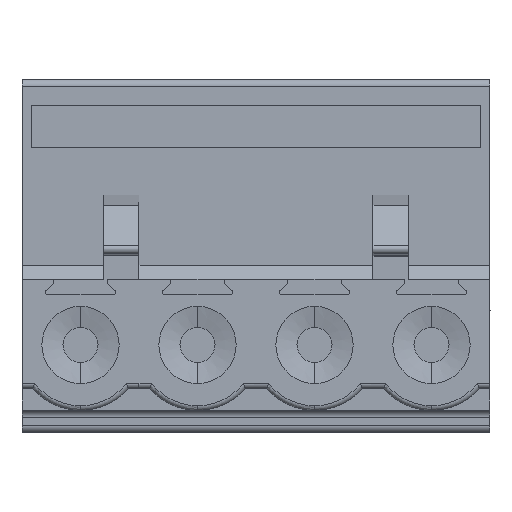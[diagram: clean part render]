
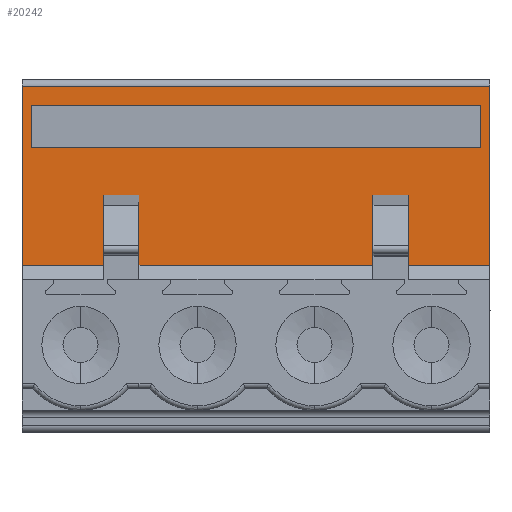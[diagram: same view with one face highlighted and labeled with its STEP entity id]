
A CAD part, front view. The second image highlights one B-rep face of the part: STEP entity #20242.
In plain terms, the highlighted planar face has unit normal (0, -1, 0).
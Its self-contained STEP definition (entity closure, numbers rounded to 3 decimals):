
#509 = VERTEX_POINT ( 'NONE', #19133 ) ;
#524 = CARTESIAN_POINT ( 'NONE',  ( 5., 8.8, 10.15 ) ) ;
#819 = DIRECTION ( 'NONE',  ( -1., 0., 0. ) ) ;
#1130 = CARTESIAN_POINT ( 'NONE',  ( 0., 8.8, 14.8 ) ) ;
#1503 = ORIENTED_EDGE ( 'NONE', *, *, #10139, .T. ) ;
#1532 = VERTEX_POINT ( 'NONE', #24256 ) ;
#2018 = EDGE_CURVE ( 'NONE', #18687, #5427, #25315, .T. ) ;
#2154 = CARTESIAN_POINT ( 'NONE',  ( 15., 8.8, 10.15 ) ) ;
#2456 = ORIENTED_EDGE ( 'NONE', *, *, #2018, .F. ) ;
#2462 = FACE_OUTER_BOUND ( 'NONE', #9834, .T. ) ;
#2595 = DIRECTION ( 'NONE',  ( 0., 0., -1. ) ) ;
#2623 = DIRECTION ( 'NONE',  ( 0., 0., -1. ) ) ;
#2976 = VERTEX_POINT ( 'NONE', #23077 ) ;
#3199 = DIRECTION ( 'NONE',  ( 0., 0., -1. ) ) ;
#3248 = DIRECTION ( 'NONE',  ( 0., 0., -1. ) ) ;
#3445 = VERTEX_POINT ( 'NONE', #27612 ) ;
#3602 = VERTEX_POINT ( 'NONE', #28876 ) ;
#4153 = ORIENTED_EDGE ( 'NONE', *, *, #11870, .T. ) ;
#4482 = VECTOR ( 'NONE', #11274, 1000. ) ;
#4549 = VERTEX_POINT ( 'NONE', #5420 ) ;
#4565 = CARTESIAN_POINT ( 'NONE',  ( 3.5, 8.8, 10.15 ) ) ;
#4829 = VERTEX_POINT ( 'NONE', #17706 ) ;
#5301 = CARTESIAN_POINT ( 'NONE',  ( 20., 8.8, 14.8 ) ) ;
#5420 = CARTESIAN_POINT ( 'NONE',  ( 19.6, 8.8, 14. ) ) ;
#5427 = VERTEX_POINT ( 'NONE', #15276 ) ;
#5547 = CARTESIAN_POINT ( 'NONE',  ( 20., 8.8, 7.15 ) ) ;
#5565 = LINE ( 'NONE', #1130, #24598 ) ;
#5596 = VECTOR ( 'NONE', #6191, 1000. ) ;
#6191 = DIRECTION ( 'NONE',  ( 0., 0., -1. ) ) ;
#6210 = ORIENTED_EDGE ( 'NONE', *, *, #7999, .F. ) ;
#6534 = CARTESIAN_POINT ( 'NONE',  ( 20., 8.8, 14.8 ) ) ;
#7167 = DIRECTION ( 'NONE',  ( -1., 0., 0. ) ) ;
#7350 = ORIENTED_EDGE ( 'NONE', *, *, #28312, .F. ) ;
#7782 = LINE ( 'NONE', #10154, #10988 ) ;
#7985 = CARTESIAN_POINT ( 'NONE',  ( 5., 8.8, 10.15 ) ) ;
#7999 = EDGE_CURVE ( 'NONE', #25780, #2976, #23684, .T. ) ;
#8424 = ORIENTED_EDGE ( 'NONE', *, *, #25283, .F. ) ;
#9332 = EDGE_CURVE ( 'NONE', #18687, #3602, #11121, .T. ) ;
#9395 = LINE ( 'NONE', #26343, #22957 ) ;
#9568 = ORIENTED_EDGE ( 'NONE', *, *, #11869, .F. ) ;
#9592 = VECTOR ( 'NONE', #18813, 1000. ) ;
#9657 = ORIENTED_EDGE ( 'NONE', *, *, #11113, .F. ) ;
#9834 = EDGE_LOOP ( 'NONE', ( #9568, #2456, #20053, #22977, #28648, #24084, #4153, #29790, #25890, #7350, #9657, #23297 ) ) ;
#10077 = EDGE_CURVE ( 'NONE', #4829, #28646, #26292, .T. ) ;
#10139 = EDGE_CURVE ( 'NONE', #10151, #2976, #21853, .T. ) ;
#10151 = VERTEX_POINT ( 'NONE', #19913 ) ;
#10154 = CARTESIAN_POINT ( 'NONE',  ( 19.6, 8.8, 14. ) ) ;
#10212 = AXIS2_PLACEMENT_3D ( 'NONE', #19822, #24116, #2623 ) ;
#10225 = CARTESIAN_POINT ( 'NONE',  ( 20., 8.8, 7.15 ) ) ;
#10355 = LINE ( 'NONE', #7985, #15511 ) ;
#10706 = DIRECTION ( 'NONE',  ( -1., 0., 0. ) ) ;
#10891 = EDGE_CURVE ( 'NONE', #19201, #16223, #11140, .T. ) ;
#10988 = VECTOR ( 'NONE', #2595, 1000. ) ;
#10990 = VECTOR ( 'NONE', #3199, 1000. ) ;
#11113 = EDGE_CURVE ( 'NONE', #509, #21550, #29634, .T. ) ;
#11121 = LINE ( 'NONE', #28368, #4482 ) ;
#11140 = LINE ( 'NONE', #6534, #21770 ) ;
#11274 = DIRECTION ( 'NONE',  ( 1., 0., 0. ) ) ;
#11657 = VECTOR ( 'NONE', #10706, 1000. ) ;
#11869 = EDGE_CURVE ( 'NONE', #5427, #1532, #9395, .T. ) ;
#11870 = EDGE_CURVE ( 'NONE', #16223, #19864, #21439, .T. ) ;
#12333 = CARTESIAN_POINT ( 'NONE',  ( 21.97, 8.8, 12.2 ) ) ;
#12522 = DIRECTION ( 'NONE',  ( 0., 0., 1. ) ) ;
#12615 = CARTESIAN_POINT ( 'NONE',  ( 21.97, 8.8, 14. ) ) ;
#13866 = CARTESIAN_POINT ( 'NONE',  ( 0., 8.8, 14.8 ) ) ;
#14435 = CARTESIAN_POINT ( 'NONE',  ( 20., 8.8, 14.8 ) ) ;
#14723 = EDGE_CURVE ( 'NONE', #509, #1532, #10355, .T. ) ;
#14754 = CARTESIAN_POINT ( 'NONE',  ( 3.5, 8.8, 10.15 ) ) ;
#14961 = ORIENTED_EDGE ( 'NONE', *, *, #29394, .T. ) ;
#15078 = PLANE ( 'NONE',  #10212 ) ;
#15191 = DIRECTION ( 'NONE',  ( -1., 0., 0. ) ) ;
#15276 = CARTESIAN_POINT ( 'NONE',  ( 15., 8.8, 7.15 ) ) ;
#15511 = VECTOR ( 'NONE', #3248, 1000. ) ;
#15528 = LINE ( 'NONE', #30284, #5596 ) ;
#16223 = VERTEX_POINT ( 'NONE', #5301 ) ;
#16737 = EDGE_CURVE ( 'NONE', #19201, #3445, #27235, .T. ) ;
#16829 = DIRECTION ( 'NONE',  ( -1., 0., 0. ) ) ;
#17428 = FACE_BOUND ( 'NONE', #24708, .T. ) ;
#17706 = CARTESIAN_POINT ( 'NONE',  ( 3.5, 8.8, 7.15 ) ) ;
#17869 = VECTOR ( 'NONE', #16829, 1000. ) ;
#18240 = DIRECTION ( 'NONE',  ( 0., 0., 1. ) ) ;
#18283 = DIRECTION ( 'NONE',  ( 0., 0., -1. ) ) ;
#18687 = VERTEX_POINT ( 'NONE', #2154 ) ;
#18813 = DIRECTION ( 'NONE',  ( -1., 0., 0. ) ) ;
#19107 = CARTESIAN_POINT ( 'NONE',  ( 0., 8.8, 7.15 ) ) ;
#19133 = CARTESIAN_POINT ( 'NONE',  ( 5., 8.8, 10.15 ) ) ;
#19201 = VERTEX_POINT ( 'NONE', #10225 ) ;
#19678 = VECTOR ( 'NONE', #15191, 1000. ) ;
#19762 = DIRECTION ( 'NONE',  ( -1., 0., 0. ) ) ;
#19822 = CARTESIAN_POINT ( 'NONE',  ( 20., 8.8, 14.8 ) ) ;
#19864 = VERTEX_POINT ( 'NONE', #13866 ) ;
#19913 = CARTESIAN_POINT ( 'NONE',  ( 19.6, 8.8, 12.2 ) ) ;
#20053 = ORIENTED_EDGE ( 'NONE', *, *, #9332, .T. ) ;
#20242 = ADVANCED_FACE ( 'NONE', ( #17428, #2462 ), #15078, .T. ) ;
#20355 = LINE ( 'NONE', #12615, #11657 ) ;
#20381 = VECTOR ( 'NONE', #22924, 1000. ) ;
#21235 = VECTOR ( 'NONE', #19762, 1000. ) ;
#21439 = LINE ( 'NONE', #14435, #17869 ) ;
#21550 = VERTEX_POINT ( 'NONE', #4565 ) ;
#21770 = VECTOR ( 'NONE', #18240, 1000. ) ;
#21853 = LINE ( 'NONE', #12333, #21235 ) ;
#22924 = DIRECTION ( 'NONE',  ( 0., 0., -1. ) ) ;
#22957 = VECTOR ( 'NONE', #7167, 1000. ) ;
#22977 = ORIENTED_EDGE ( 'NONE', *, *, #25947, .T. ) ;
#23077 = CARTESIAN_POINT ( 'NONE',  ( 0.4, 8.8, 12.2 ) ) ;
#23297 = ORIENTED_EDGE ( 'NONE', *, *, #14723, .T. ) ;
#23523 = CARTESIAN_POINT ( 'NONE',  ( 0.4, 8.8, 14. ) ) ;
#23684 = LINE ( 'NONE', #23523, #28247 ) ;
#24084 = ORIENTED_EDGE ( 'NONE', *, *, #10891, .T. ) ;
#24116 = DIRECTION ( 'NONE',  ( 0., -1., 0. ) ) ;
#24256 = CARTESIAN_POINT ( 'NONE',  ( 5., 8.8, 7.15 ) ) ;
#24598 = VECTOR ( 'NONE', #12522, 1000. ) ;
#24708 = EDGE_LOOP ( 'NONE', ( #8424, #14961, #1503, #6210 ) ) ;
#24838 = VECTOR ( 'NONE', #819, 1000. ) ;
#25283 = EDGE_CURVE ( 'NONE', #4549, #25780, #20355, .T. ) ;
#25315 = LINE ( 'NONE', #25462, #20381 ) ;
#25462 = CARTESIAN_POINT ( 'NONE',  ( 15., 8.8, 10.15 ) ) ;
#25780 = VERTEX_POINT ( 'NONE', #31277 ) ;
#25890 = ORIENTED_EDGE ( 'NONE', *, *, #10077, .F. ) ;
#25947 = EDGE_CURVE ( 'NONE', #3602, #3445, #15528, .T. ) ;
#26292 = LINE ( 'NONE', #30746, #9592 ) ;
#26343 = CARTESIAN_POINT ( 'NONE',  ( 20., 8.8, 7.15 ) ) ;
#26810 = LINE ( 'NONE', #14754, #10990 ) ;
#27235 = LINE ( 'NONE', #5547, #19678 ) ;
#27612 = CARTESIAN_POINT ( 'NONE',  ( 16.5, 8.8, 7.15 ) ) ;
#27846 = EDGE_CURVE ( 'NONE', #28646, #19864, #5565, .T. ) ;
#28247 = VECTOR ( 'NONE', #18283, 1000. ) ;
#28312 = EDGE_CURVE ( 'NONE', #21550, #4829, #26810, .T. ) ;
#28368 = CARTESIAN_POINT ( 'NONE',  ( 15., 8.8, 10.15 ) ) ;
#28646 = VERTEX_POINT ( 'NONE', #19107 ) ;
#28648 = ORIENTED_EDGE ( 'NONE', *, *, #16737, .F. ) ;
#28876 = CARTESIAN_POINT ( 'NONE',  ( 16.5, 8.8, 10.15 ) ) ;
#29394 = EDGE_CURVE ( 'NONE', #4549, #10151, #7782, .T. ) ;
#29634 = LINE ( 'NONE', #524, #24838 ) ;
#29790 = ORIENTED_EDGE ( 'NONE', *, *, #27846, .F. ) ;
#30284 = CARTESIAN_POINT ( 'NONE',  ( 16.5, 8.8, 10.15 ) ) ;
#30746 = CARTESIAN_POINT ( 'NONE',  ( 20., 8.8, 7.15 ) ) ;
#31277 = CARTESIAN_POINT ( 'NONE',  ( 0.4, 8.8, 14. ) ) ;
